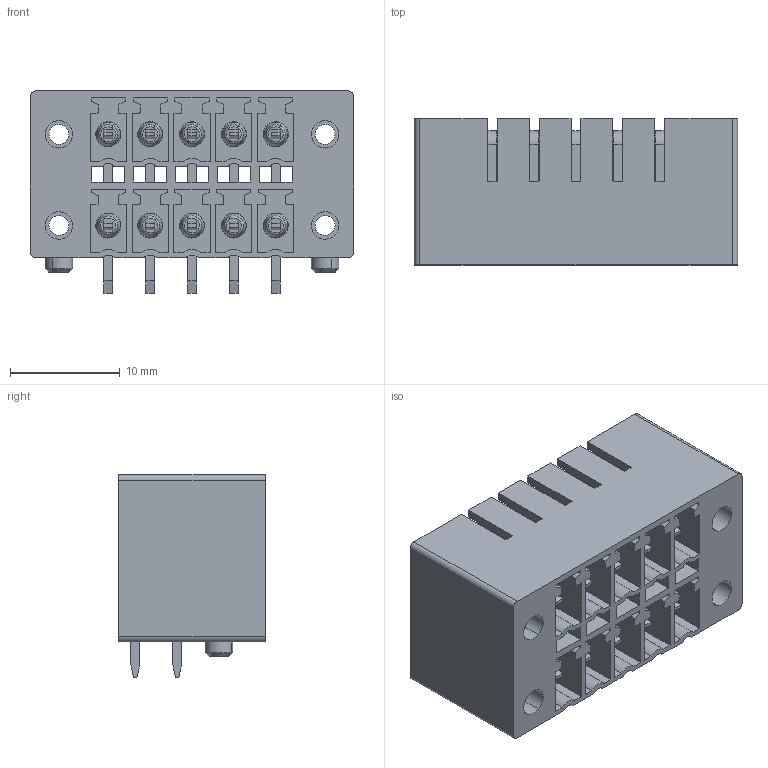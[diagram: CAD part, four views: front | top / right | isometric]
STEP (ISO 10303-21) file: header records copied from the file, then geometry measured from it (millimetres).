
FILE_DESCRIPTION(('CATIA V5 STEP Exchange','CAx-IF Rec.Pracs.--- Model Styling and Organization---1.2---2011-12-15'),'2;1');
FILE_NAME ('D1447480_0', '2018-10-05T04:29:27+00:00', ('none'), ('Weidmueller'), 'CATIA Version 5-6 Release 2014', 'CATIA V5 STEP AP214', 'none');
FILE_SCHEMA(('AUTOMOTIVE_DESIGN { 1 0 10303 214 1 1 1 1 }'));
Length unit declared in the file: millimetre
Products named in the file (1): 1039520000
Bounding box: 29.44 x 13.3 x 18.4 mm (x, y, z)
Volume: 3273.9 mm3; surface area: 5686.2 mm2
Topology: 13 solids, 13 shells, 725 faces, 2018 edges, 1338 vertices
Faces by surface type: plane 562, cylinder 99, torus 40, cone 24
Entity records: 20644 total; most frequent: ORIENTED_EDGE 4036, CARTESIAN_POINT 3723, DIRECTION 2575, EDGE_CURVE 2018, VECTOR 1696, LINE 1696, VERTEX_POINT 1338, EDGE_LOOP 782
